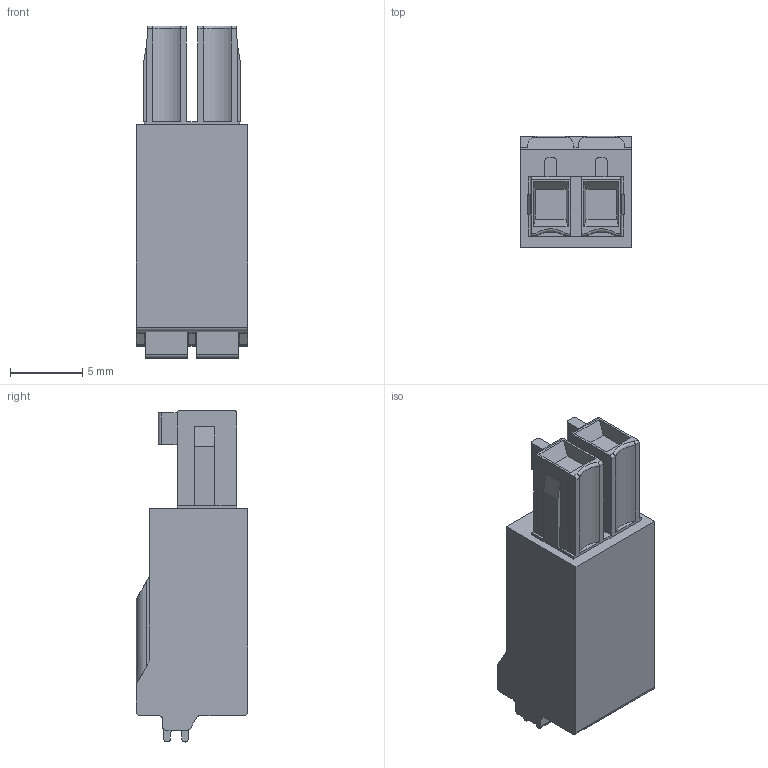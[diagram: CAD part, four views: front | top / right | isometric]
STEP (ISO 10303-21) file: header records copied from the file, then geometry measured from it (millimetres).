
FILE_DESCRIPTION((''),'2;1');
FILE_NAME('C-2350398-2','2022-03-18T08:58:58',('workeradm'),('TE Connectivity Ltd.'),'CREO PARAMETRIC BY PTC INC, 2021072','CREO PARAMETRIC BY PTC INC, 2021072','');
FILE_SCHEMA(('AUTOMOTIVE_DESIGN { 1 0 10303 214 1 1 1 1 }'));
Length unit declared in the file: millimetre
Products named in the file (1): C-2350398-2
Bounding box: 7.7 x 7.7 x 22.92 mm (x, y, z)
Volume: 943.4 mm3; surface area: 843.4 mm2
Topology: 1 solids, 1 shells, 178 faces, 470 edges, 304 vertices
Faces by surface type: plane 110, cylinder 58, torus 6, cone 4
Entity records: 5713 total; most frequent: CARTESIAN_POINT 1099, ORIENTED_EDGE 940, DIRECTION 896, EDGE_CURVE 470, VECTOR 344, LINE 344, VERTEX_POINT 304, AXIS2_PLACEMENT_3D 276
